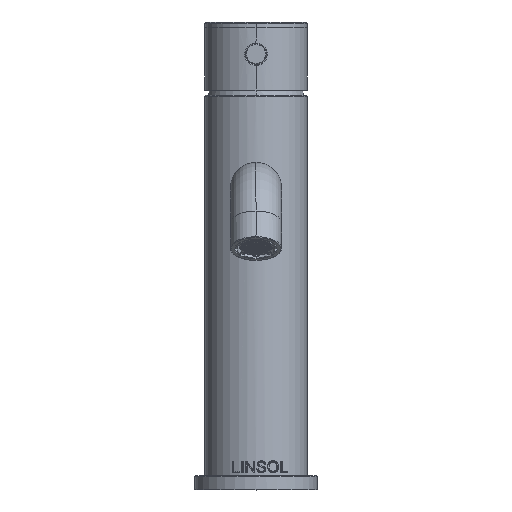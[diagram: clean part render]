
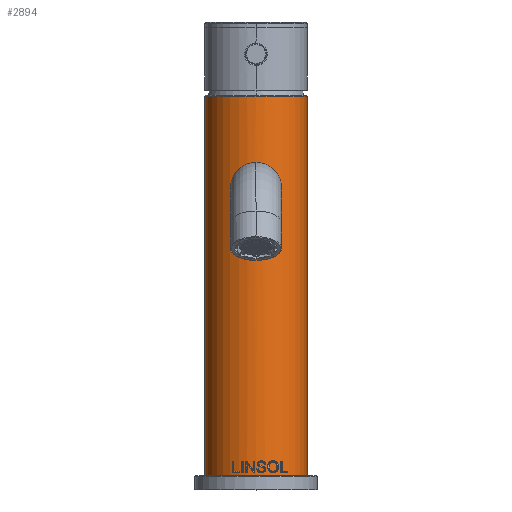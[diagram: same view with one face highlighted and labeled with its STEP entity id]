
A CAD part, top view. The second image highlights one B-rep face of the part: STEP entity #2894.
In plain terms, the highlighted cylindrical face has radius 20 mm (diameter 40 mm), a partial arc.
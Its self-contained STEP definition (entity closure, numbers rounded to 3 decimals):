
#6=CARTESIAN_POINT('',(0.,-74.6,0.));
#7=DIRECTION('',(0.,1.,0.));
#8=DIRECTION('',(-1.,0.,0.));
#9=AXIS2_PLACEMENT_3D('',#6,#7,#8);
#21=DIRECTION('',(0.,-1.,0.));
#22=VECTOR('',#21,148.9);
#23=CARTESIAN_POINT('',(-20.,74.3,0.));
#24=LINE('',#23,#22);
#75=CARTESIAN_POINT('',(0.,74.3,0.));
#76=DIRECTION('',(0.,-1.,0.));
#77=DIRECTION('',(1.,0.,0.));
#78=AXIS2_PLACEMENT_3D('',#75,#76,#77);
#85=DIRECTION('',(0.,-1.,0.));
#86=VECTOR('',#85,148.9);
#87=CARTESIAN_POINT('',(20.,74.3,0.));
#88=LINE('',#87,#86);
#93=CARTESIAN_POINT('',(-3.5,35.1,19.691));
#94=CARTESIAN_POINT('',(-3.5,35.398,19.691));
#95=CARTESIAN_POINT('',(-3.424,35.999,19.705));
#96=CARTESIAN_POINT('',(-3.072,36.861,19.764));
#97=CARTESIAN_POINT('',(-2.512,37.595,19.845));
#98=CARTESIAN_POINT('',(-1.771,38.167,19.927));
#99=CARTESIAN_POINT('',(-0.906,38.522,19.986));
#100=CARTESIAN_POINT('',(-0.003,38.64,20.007));
#101=CARTESIAN_POINT('',(0.912,38.52,19.986));
#102=CARTESIAN_POINT('',(1.757,38.174,19.928));
#103=CARTESIAN_POINT('',(2.505,37.602,19.846));
#104=CARTESIAN_POINT('',(3.066,36.872,19.765));
#105=CARTESIAN_POINT('',(3.424,36.001,19.705));
#106=CARTESIAN_POINT('',(3.5,35.399,19.691));
#107=CARTESIAN_POINT('',(3.5,35.1,19.691));
#2610=CARTESIAN_POINT('',(3.5,35.1,19.691));
#2611=CARTESIAN_POINT('',(3.5,34.802,19.691));
#2612=CARTESIAN_POINT('',(3.424,34.201,19.705));
#2613=CARTESIAN_POINT('',(3.072,33.339,19.764));
#2614=CARTESIAN_POINT('',(2.512,32.605,19.845));
#2615=CARTESIAN_POINT('',(1.771,32.033,19.927));
#2616=CARTESIAN_POINT('',(0.906,31.678,19.986));
#2617=CARTESIAN_POINT('',(0.003,31.56,20.007));
#2618=CARTESIAN_POINT('',(-0.912,31.68,
19.986));
#2619=CARTESIAN_POINT('',(-1.757,32.026,19.928));
#2620=CARTESIAN_POINT('',(-2.505,32.598,19.846));
#2621=CARTESIAN_POINT('',(-3.066,33.328,19.765));
#2622=CARTESIAN_POINT('',(-3.424,34.199,19.705));
#2623=CARTESIAN_POINT('',(-3.5,34.801,19.691));
#2624=CARTESIAN_POINT('',(-3.5,35.1,19.691));
#2626=CARTESIAN_POINT('',(20.,-74.6,0.));
#2627=CARTESIAN_POINT('',(-20.,-74.6,0.));
#2628=VERTEX_POINT('',#2626);
#2629=VERTEX_POINT('',#2627);
#2634=CARTESIAN_POINT('',(-20.,74.3,0.));
#2635=CARTESIAN_POINT('',(20.,74.3,0.));
#2636=VERTEX_POINT('',#2634);
#2637=VERTEX_POINT('',#2635);
#2786=CARTESIAN_POINT('',(-3.5,35.1,19.691));
#2787=VERTEX_POINT('',#2786);
#2788=VERTEX_POINT('',#107);
#2877=CARTESIAN_POINT('',(0.,-74.6,0.));
#2878=DIRECTION('',(0.,1.,0.));
#2879=DIRECTION('',(1.,0.,0.));
#2880=AXIS2_PLACEMENT_3D('',#2877,#2878,#2879);
#2881=CYLINDRICAL_SURFACE('',#2880,20.);
#2882=ORIENTED_EDGE('',*,*,#2871,.F.);
#2883=ORIENTED_EDGE('',*,*,#2817,.T.);
#2884=ORIENTED_EDGE('',*,*,#2796,.F.);
#2885=ORIENTED_EDGE('',*,*,#2814,.F.);
#2886=EDGE_LOOP('',(#2882,#2883,#2884,#2885));
#2887=FACE_OUTER_BOUND('',#2886,.F.);
#2889=ORIENTED_EDGE('',*,*,#2888,.F.);
#2891=ORIENTED_EDGE('',*,*,#2890,.F.);
#2892=EDGE_LOOP('',(#2889,#2891));
#2893=FACE_BOUND('',#2892,.F.);
#2894=ADVANCED_FACE('',(#2887,#2893),#2881,.T.);
#10=CIRCLE('',#9,20.);
#79=CIRCLE('',#78,20.);
#108=B_SPLINE_CURVE_WITH_KNOTS('',3,(#93,#94,#95,#96,#97,#98,#99,#100,#101,#102,
#103,#104,#105,#106,#107),.UNSPECIFIED.,.F.,.F.,(4,1,1,1,1,1,1,1,1,1,1,1,4),(
0.,0.083,0.167,0.25,0.333,
0.417,0.5,0.583,0.667,0.75,
0.833,0.917,1.),.UNSPECIFIED.);
#2625=B_SPLINE_CURVE_WITH_KNOTS('',3,(#2610,#2611,#2612,#2613,#2614,#2615,#2616,
#2617,#2618,#2619,#2620,#2621,#2622,#2623,#2624),.UNSPECIFIED.,.F.,.F.,(4,1,1,1,
1,1,1,1,1,1,1,1,4),(0.,0.083,0.167,0.25,
0.333,0.417,0.5,0.583,0.667,
0.75,0.833,0.917,1.),.UNSPECIFIED.);
#2796=EDGE_CURVE('',#2629,#2628,#10,.T.);
#2814=EDGE_CURVE('',#2636,#2629,#24,.T.);
#2817=EDGE_CURVE('',#2637,#2628,#88,.T.);
#2871=EDGE_CURVE('',#2637,#2636,#79,.T.);
#2888=EDGE_CURVE('',#2787,#2788,#108,.T.);
#2890=EDGE_CURVE('',#2788,#2787,#2625,.T.);
